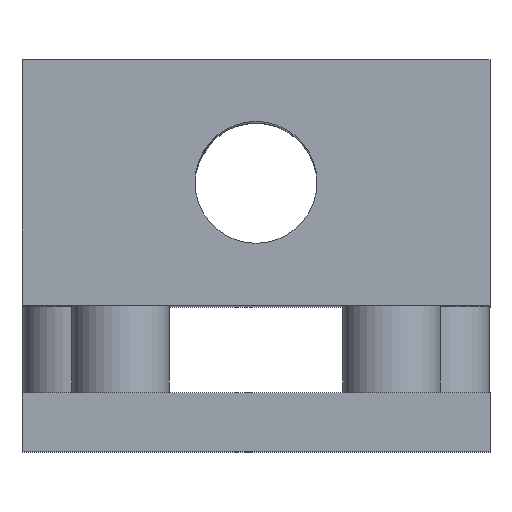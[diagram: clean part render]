
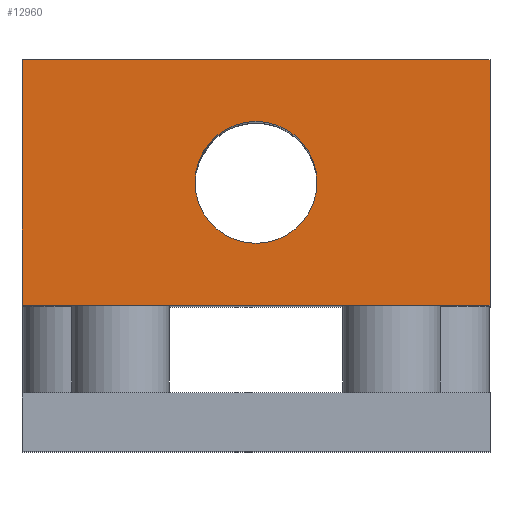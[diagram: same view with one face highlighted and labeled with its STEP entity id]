
A CAD part, top view. The second image highlights one B-rep face of the part: STEP entity #12960.
In plain terms, the highlighted planar face has unit normal (0, 0, 1).
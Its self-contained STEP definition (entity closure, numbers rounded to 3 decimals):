
#13=FACE_BOUND('',#1583,.T.);
#128=CIRCLE('',#13585,3.125);
#376=PLANE('',#13584);
#877=FACE_OUTER_BOUND('',#1582,.T.);
#1582=EDGE_LOOP('',(#9478,#9479,#9480,#9481));
#1583=EDGE_LOOP('',(#9482));
#2419=LINE('',#20054,#3647);
#2421=LINE('',#20060,#3649);
#2424=LINE('',#20065,#3652);
#2425=LINE('',#20066,#3653);
#3647=VECTOR('',#14421,10.);
#3649=VECTOR('',#14425,10.);
#3652=VECTOR('',#14430,10.);
#3653=VECTOR('',#14431,10.);
#5577=VERTEX_POINT('',#20048);
#5579=VERTEX_POINT('',#20052);
#5580=VERTEX_POINT('',#20056);
#5582=VERTEX_POINT('',#20059);
#5584=VERTEX_POINT('',#20067);
#7043=EDGE_CURVE('',#5577,#5579,#2419,.T.);
#7045=EDGE_CURVE('',#5580,#5582,#2421,.T.);
#7048=EDGE_CURVE('',#5577,#5580,#2424,.T.);
#7049=EDGE_CURVE('',#5582,#5579,#2425,.T.);
#7050=EDGE_CURVE('',#5584,#5584,#128,.T.);
#9478=ORIENTED_EDGE('',*,*,#7048,.F.);
#9479=ORIENTED_EDGE('',*,*,#7043,.T.);
#9480=ORIENTED_EDGE('',*,*,#7049,.F.);
#9481=ORIENTED_EDGE('',*,*,#7045,.F.);
#9482=ORIENTED_EDGE('',*,*,#7050,.T.);
#12960=ADVANCED_FACE('',(#877,#13),#376,.T.);
#13584=AXIS2_PLACEMENT_3D('',#20064,#14428,#14429);
#13585=AXIS2_PLACEMENT_3D('',#20068,#14432,#14433);
#14421=DIRECTION('',(0.,1.,0.));
#14425=DIRECTION('',(0.,1.,0.));
#14428=DIRECTION('center_axis',(0.,0.,1.));
#14429=DIRECTION('ref_axis',(1.,0.,0.));
#14430=DIRECTION('',(-1.,0.,0.));
#14431=DIRECTION('',(1.,0.,0.));
#14432=DIRECTION('center_axis',(0.,0.,-1.));
#14433=DIRECTION('ref_axis',(1.,0.,0.));
#20048=CARTESIAN_POINT('',(0.,0.,0.));
#20052=CARTESIAN_POINT('',(0.,12.6,0.));
#20054=CARTESIAN_POINT('',(0.,0.,0.));
#20056=CARTESIAN_POINT('',(-24.,0.,0.));
#20059=CARTESIAN_POINT('',(-24.,12.6,0.));
#20060=CARTESIAN_POINT('',(-24.,0.,0.));
#20064=CARTESIAN_POINT('Origin',(-24.,0.,0.));
#20065=CARTESIAN_POINT('',(0.,0.,0.));
#20066=CARTESIAN_POINT('',(0.,12.6,0.));
#20067=CARTESIAN_POINT('',(-15.125,6.3,0.));
#20068=CARTESIAN_POINT('Origin',(-12.,6.3,0.));
